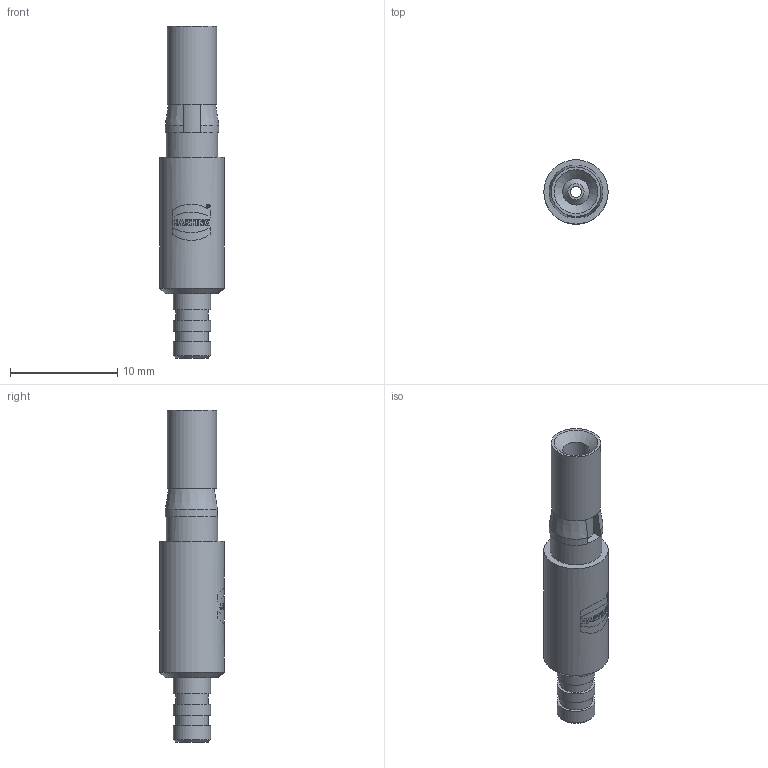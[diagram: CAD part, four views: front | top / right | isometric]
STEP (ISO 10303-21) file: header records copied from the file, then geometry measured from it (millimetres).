
FILE_DESCRIPTION(/* description */ (''),/* implementation_level */ '2;1');
FILE_NAME(/* name */ '100095404ugm000_c.stp',/* time_stamp */ '2017-10-27T14:17:53+02:00',/* author */ (''),/* organization */ (''),/* preprocessor_version */ 'ST-DEVELOPER v16',/* originating_system */ 'SIEMENS PLM Software NX 10.0',/* authorisation */ '');
FILE_SCHEMA (('AUTOMOTIVE_DESIGN { 1 0 10303 214 3 1 1 1 }'));
Length unit declared in the file: millimetre
Products named in the file (1): 100095404ugm000_c
Bounding box: 6 x 6 x 30.95 mm (x, y, z)
Volume: 510.1 mm3; surface area: 816.2 mm2
Topology: 1 solids, 1 shells, 55 faces, 328 edges, 459 vertices
Faces by surface type: cylinder 31, plane 16, cone 8
Full cylindrical faces by diameter (mm): 1.05 x1, 2.4 x1, 2.5 x1, 3 x2, 3.3 x1, 3.5 x4, 3.6 x1, 4.6 x1, 4.8 x1, 5 x1, 6 x1
Entity records: 4314 total; most frequent: CARTESIAN_POINT 1521, DIRECTION 412, ORIENTED_EDGE 274, PRESENTATION_STYLE_ASSIGNMENT 178, STYLED_ITEM 167, CURVE_STYLE 164, DRAUGHTING_PRE_DEFINED_CURVE_FONT 164, LINE 160
